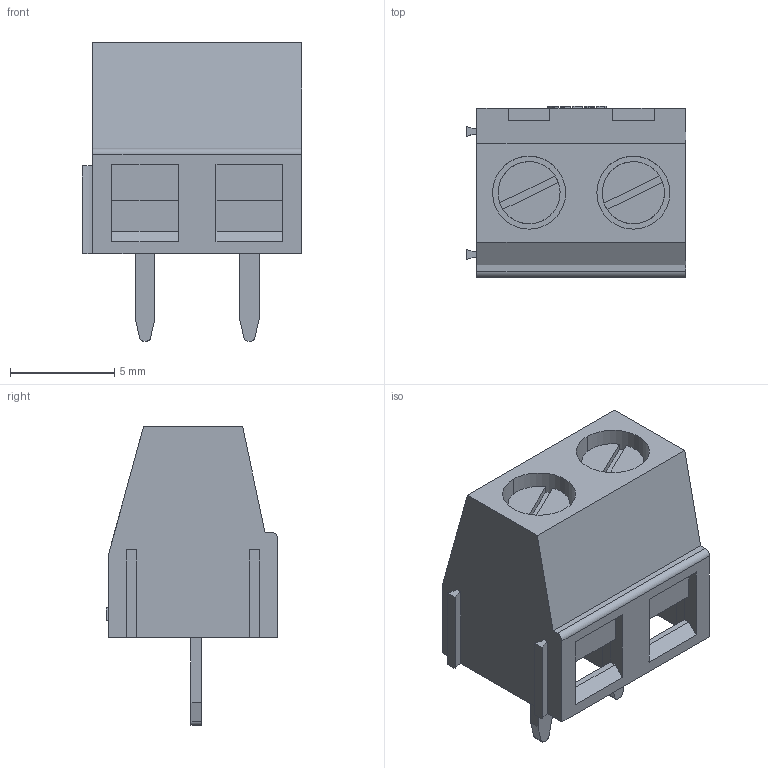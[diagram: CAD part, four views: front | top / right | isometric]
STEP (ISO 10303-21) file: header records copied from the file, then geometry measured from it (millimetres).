
FILE_DESCRIPTION (( 'STEP AP214' ), '1' );
FILE_NAME ('conn-th_2p-p5x00_cpc3703ctr.step', '2022-05-26T07:27:07', ( '' ), ( '' ), 'SwSTEP 2.0', 'SolidWorks 2020', '' );
FILE_SCHEMA (( 'AUTOMOTIVE_DESIGN' ));
Length unit declared in the file: millimetre
Products named in the file (1): conn-th_2p-p5x00_cpc3703ctr
Bounding box: 10.5 x 8.2 x 14.3 mm (x, y, z)
Volume: 403.9 mm3; surface area: 1090.8 mm2
Topology: 3 solids, 3 shells, 302 faces, 859 edges, 570 vertices
Faces by surface type: plane 259, cylinder 43
Entity records: 13107 total; most frequent: CARTESIAN_POINT 1732, ORIENTED_EDGE 1718, DIRECTION 1559, EDGE_CURVE 859, VECTOR 765, LINE 765, VERTEX_POINT 570, AXIS2_PLACEMENT_3D 397
